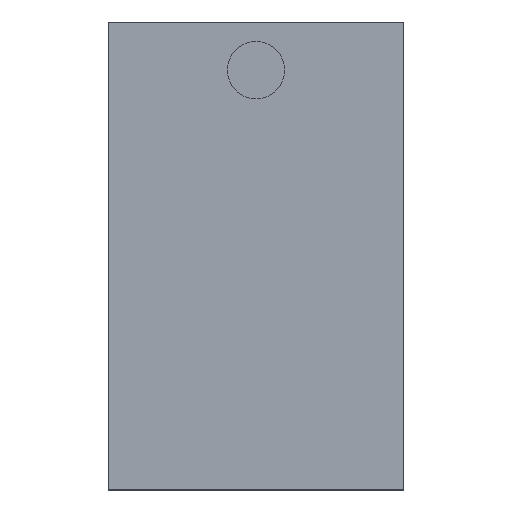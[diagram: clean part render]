
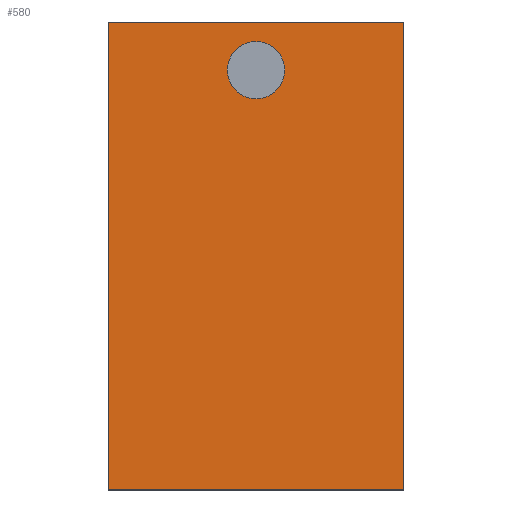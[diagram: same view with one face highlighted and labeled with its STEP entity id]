
A CAD part, top view. The second image highlights one B-rep face of the part: STEP entity #580.
In plain terms, the highlighted planar face has unit normal (0, 0, 1).
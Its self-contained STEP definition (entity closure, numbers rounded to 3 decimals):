
#7 = EDGE_CURVE ( 'NONE', #2463, #456, #1575, .T. ) ;
#67 = LINE ( 'NONE', #845, #2235 ) ;
#195 = EDGE_CURVE ( 'NONE', #930, #1476, #936, .T. ) ;
#199 = DIRECTION ( 'NONE',  ( 0., 0., -1. ) ) ;
#311 = CARTESIAN_POINT ( 'NONE',  ( 0.645, 1.02, 0.52 ) ) ;
#348 = ORIENTED_EDGE ( 'NONE', *, *, #2207, .F. ) ;
#456 = VERTEX_POINT ( 'NONE', #311 ) ;
#476 = EDGE_LOOP ( 'NONE', ( #348, #2152, #1199, #1854 ) ) ;
#580 = ADVANCED_FACE ( 'NONE', ( #1170 ), #2133, .F. ) ;
#628 = DIRECTION ( 'NONE',  ( 0., 1., 0. ) ) ;
#741 = DIRECTION ( 'NONE',  ( 0., -1., 0. ) ) ;
#780 = CARTESIAN_POINT ( 'NONE',  ( 0.41, -1.02, 0.52 ) ) ;
#845 = CARTESIAN_POINT ( 'NONE',  ( -0.645, 0.77, 0.52 ) ) ;
#930 = VERTEX_POINT ( 'NONE', #1600 ) ;
#936 = LINE ( 'NONE', #780, #2333 ) ;
#1041 = DIRECTION ( 'NONE',  ( 1., 0., 0. ) ) ;
#1170 = FACE_OUTER_BOUND ( 'NONE', #476, .T. ) ;
#1186 = CARTESIAN_POINT ( 'NONE',  ( 0., 0., 0.52 ) ) ;
#1199 = ORIENTED_EDGE ( 'NONE', *, *, #2278, .F. ) ;
#1379 = DIRECTION ( 'NONE',  ( -1., 0., 0. ) ) ;
#1470 = AXIS2_PLACEMENT_3D ( 'NONE', #1186, #199, #1748 ) ;
#1476 = VERTEX_POINT ( 'NONE', #2276 ) ;
#1508 = CARTESIAN_POINT ( 'NONE',  ( 0.645, 0.77, 0.52 ) ) ;
#1575 = LINE ( 'NONE', #2360, #2042 ) ;
#1600 = CARTESIAN_POINT ( 'NONE',  ( 0.645, -1.02, 0.52 ) ) ;
#1693 = LINE ( 'NONE', #1508, #1785 ) ;
#1748 = DIRECTION ( 'NONE',  ( -1., 0., 0. ) ) ;
#1785 = VECTOR ( 'NONE', #741, 1000. ) ;
#1854 = ORIENTED_EDGE ( 'NONE', *, *, #7, .F. ) ;
#2042 = VECTOR ( 'NONE', #1041, 1000. ) ;
#2089 = CARTESIAN_POINT ( 'NONE',  ( -0.645, 1.02, 0.52 ) ) ;
#2133 = PLANE ( 'NONE',  #1470 ) ;
#2152 = ORIENTED_EDGE ( 'NONE', *, *, #195, .F. ) ;
#2207 = EDGE_CURVE ( 'NONE', #1476, #2463, #67, .T. ) ;
#2235 = VECTOR ( 'NONE', #628, 1000. ) ;
#2276 = CARTESIAN_POINT ( 'NONE',  ( -0.645, -1.02, 0.52 ) ) ;
#2278 = EDGE_CURVE ( 'NONE', #456, #930, #1693, .T. ) ;
#2333 = VECTOR ( 'NONE', #1379, 1000. ) ;
#2360 = CARTESIAN_POINT ( 'NONE',  ( 0.41, 1.02, 0.52 ) ) ;
#2463 = VERTEX_POINT ( 'NONE', #2089 ) ;
